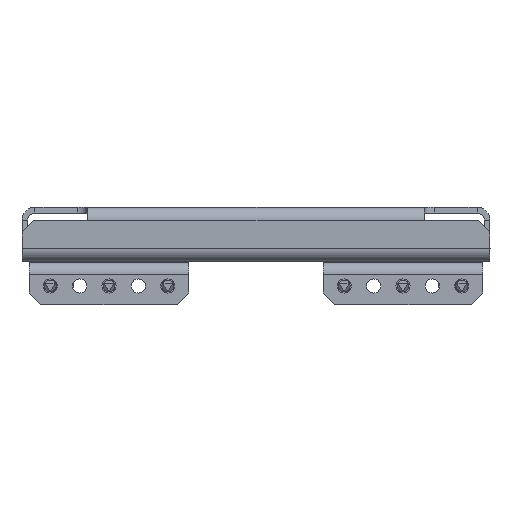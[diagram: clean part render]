
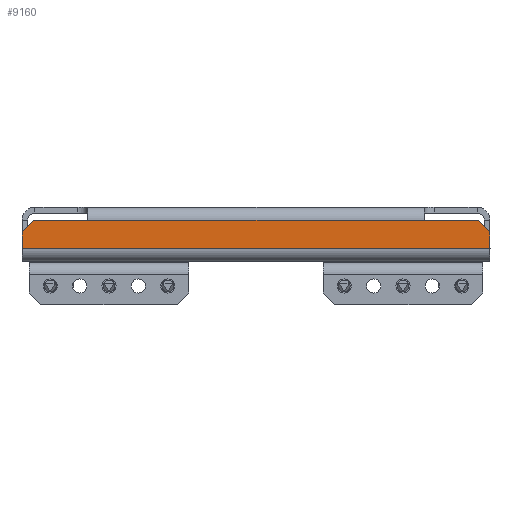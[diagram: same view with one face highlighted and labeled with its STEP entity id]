
A CAD part, left-side view. The second image highlights one B-rep face of the part: STEP entity #9160.
In plain terms, the highlighted planar face has unit normal (-1, 0, 0).
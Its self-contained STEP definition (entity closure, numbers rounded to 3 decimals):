
#329 = EDGE_CURVE ( 'NONE', #2488, #10993, #10265, .T. ) ;
#516 = LINE ( 'NONE', #6332, #7889 ) ;
#536 = EDGE_CURVE ( 'NONE', #10993, #10269, #11036, .T. ) ;
#560 = LINE ( 'NONE', #12424, #12432 ) ;
#705 = ORIENTED_EDGE ( 'NONE', *, *, #4846, .T. ) ;
#1139 = ORIENTED_EDGE ( 'NONE', *, *, #6556, .F. ) ;
#1543 = CARTESIAN_POINT ( 'NONE',  ( -149.5, 71.5, -3. ) ) ;
#1944 = VECTOR ( 'NONE', #10621, 1000. ) ;
#2022 = CARTESIAN_POINT ( 'NONE',  ( -149.5, -94.5, -3. ) ) ;
#2321 = CARTESIAN_POINT ( 'NONE',  ( -149.5, -99.5, 0. ) ) ;
#2488 = VERTEX_POINT ( 'NONE', #13063 ) ;
#2555 = DIRECTION ( 'NONE',  ( 0., 1., 0. ) ) ;
#2591 = FACE_OUTER_BOUND ( 'NONE', #8118, .T. ) ;
#2630 = VERTEX_POINT ( 'NONE', #5022 ) ;
#2876 = DIRECTION ( 'NONE',  ( 0., 0., -1. ) ) ;
#3261 = AXIS2_PLACEMENT_3D ( 'NONE', #8042, #13031, #2876 ) ;
#3655 = CARTESIAN_POINT ( 'NONE',  ( -149.5, 71.5, -3. ) ) ;
#3683 = VERTEX_POINT ( 'NONE', #7382 ) ;
#3826 = CARTESIAN_POINT ( 'NONE',  ( -149.5, -99.5, -3. ) ) ;
#4373 = EDGE_CURVE ( 'NONE', #3683, #12319, #9830, .T. ) ;
#4459 = VERTEX_POINT ( 'NONE', #5515 ) ;
#4837 = VECTOR ( 'NONE', #6116, 1000. ) ;
#4846 = EDGE_CURVE ( 'NONE', #10269, #11923, #9164, .T. ) ;
#4898 = ORIENTED_EDGE ( 'NONE', *, *, #13183, .F. ) ;
#5022 = CARTESIAN_POINT ( 'NONE',  ( -149.5, 94.5, -3. ) ) ;
#5058 = ORIENTED_EDGE ( 'NONE', *, *, #4373, .T. ) ;
#5515 = CARTESIAN_POINT ( 'NONE',  ( -149.5, 99.5, -8. ) ) ;
#5577 = VECTOR ( 'NONE', #10709, 1000. ) ;
#5620 = ORIENTED_EDGE ( 'NONE', *, *, #536, .T. ) ;
#5946 = VECTOR ( 'NONE', #2555, 1000. ) ;
#6016 = CARTESIAN_POINT ( 'NONE',  ( -149.5, -99.5, -8. ) ) ;
#6116 = DIRECTION ( 'NONE',  ( 0., 0., -1. ) ) ;
#6332 = CARTESIAN_POINT ( 'NONE',  ( -149.5, 94.5, -3. ) ) ;
#6556 = EDGE_CURVE ( 'NONE', #3683, #11923, #560, .T. ) ;
#6840 = VECTOR ( 'NONE', #10169, 1000. ) ;
#7382 = CARTESIAN_POINT ( 'NONE',  ( -149.5, -71.5, -3. ) ) ;
#7885 = CARTESIAN_POINT ( 'NONE',  ( -149.5, 99.5, 0. ) ) ;
#7889 = VECTOR ( 'NONE', #12580, 1000. ) ;
#8042 = CARTESIAN_POINT ( 'NONE',  ( -149.5, 0., 0. ) ) ;
#8118 = EDGE_LOOP ( 'NONE', ( #5620, #705, #1139, #5058, #4898, #8640, #12189, #12663 ) ) ;
#8255 = CARTESIAN_POINT ( 'NONE',  ( -149.5, 99.5, -15. ) ) ;
#8640 = ORIENTED_EDGE ( 'NONE', *, *, #9507, .T. ) ;
#8666 = EDGE_CURVE ( 'NONE', #4459, #2488, #10161, .T. ) ;
#8843 = CARTESIAN_POINT ( 'NONE',  ( -149.5, -99.5, -8. ) ) ;
#9160 = ADVANCED_FACE ( 'NONE', ( #2591 ), #10837, .F. ) ;
#9164 = LINE ( 'NONE', #6016, #1944 ) ;
#9264 = DIRECTION ( 'NONE',  ( 0., -1., 0. ) ) ;
#9507 = EDGE_CURVE ( 'NONE', #2630, #4459, #516, .T. ) ;
#9649 = CARTESIAN_POINT ( 'NONE',  ( -149.5, -99.5, -15. ) ) ;
#9830 = LINE ( 'NONE', #1543, #5946 ) ;
#10150 = VECTOR ( 'NONE', #9264, 1000. ) ;
#10161 = LINE ( 'NONE', #7885, #4837 ) ;
#10169 = DIRECTION ( 'NONE',  ( 0., -1., 0. ) ) ;
#10265 = LINE ( 'NONE', #8255, #6840 ) ;
#10269 = VERTEX_POINT ( 'NONE', #8843 ) ;
#10621 = DIRECTION ( 'NONE',  ( 0., 0.707, 0.707 ) ) ;
#10709 = DIRECTION ( 'NONE',  ( 0., 0., 1. ) ) ;
#10837 = PLANE ( 'NONE',  #3261 ) ;
#10993 = VERTEX_POINT ( 'NONE', #9649 ) ;
#11036 = LINE ( 'NONE', #2321, #5577 ) ;
#11255 = LINE ( 'NONE', #3826, #10150 ) ;
#11439 = DIRECTION ( 'NONE',  ( 0., -1., 0. ) ) ;
#11923 = VERTEX_POINT ( 'NONE', #2022 ) ;
#12189 = ORIENTED_EDGE ( 'NONE', *, *, #8666, .T. ) ;
#12319 = VERTEX_POINT ( 'NONE', #3655 ) ;
#12424 = CARTESIAN_POINT ( 'NONE',  ( -149.5, -99.5, -3. ) ) ;
#12432 = VECTOR ( 'NONE', #11439, 1000. ) ;
#12580 = DIRECTION ( 'NONE',  ( 0., 0.707, -0.707 ) ) ;
#12663 = ORIENTED_EDGE ( 'NONE', *, *, #329, .T. ) ;
#13031 = DIRECTION ( 'NONE',  ( 1., 0., 0. ) ) ;
#13063 = CARTESIAN_POINT ( 'NONE',  ( -149.5, 99.5, -15. ) ) ;
#13183 = EDGE_CURVE ( 'NONE', #2630, #12319, #11255, .T. ) ;
